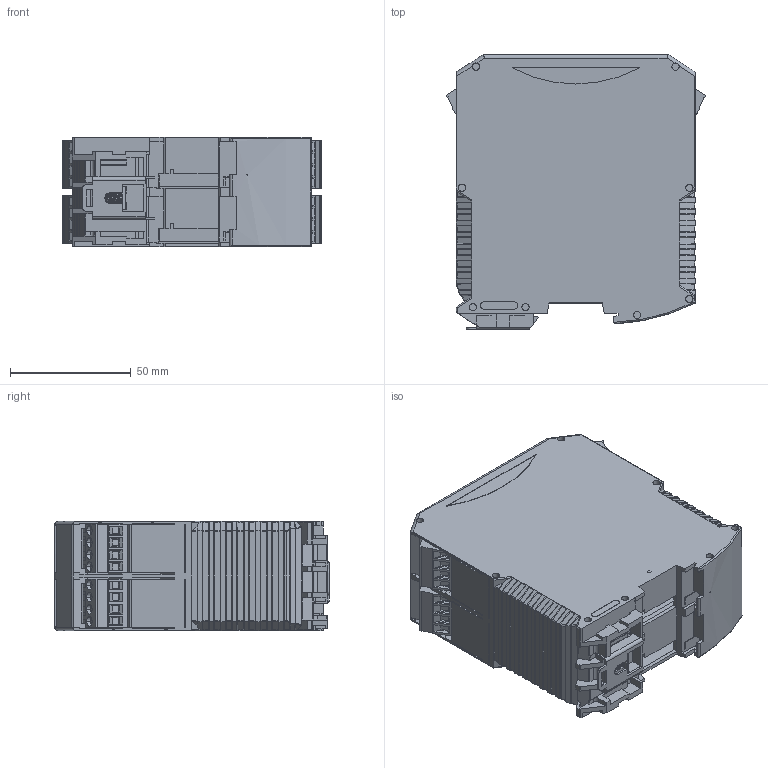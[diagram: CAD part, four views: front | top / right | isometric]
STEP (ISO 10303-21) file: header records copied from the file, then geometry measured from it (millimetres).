
FILE_DESCRIPTION((''),'2;1');
FILE_NAME('DM_CAD-6617_SW0001','2019-03-08T',('creinig-se'),(''),'PRO/ENGINEER BY PARAMETRIC TECHNOLOGY CORPORATION, 2015440','PRO/ENGINEER BY PARAMETRIC TECHNOLOGY CORPORATION, 2015440','');
FILE_SCHEMA(('CONFIG_CONTROL_DESIGN'));
Length unit declared in the file: millimetre
Products named in the file (1): DM_CAD-6617_SW0001
Bounding box: 107.2 x 113.65 x 45.2 mm (x, y, z)
Volume: 134806.5 mm3; surface area: 105085.6 mm2
Topology: 1 solids, 2 shells, 3003 faces, 8014 edges, 5144 vertices
Faces by surface type: plane 2245, cylinder 719, cone 31, bspline 6, torus 2
Entity records: 130808 total; most frequent: CARTESIAN_POINT 33986, ORIENTED_EDGE 16022, DIRECTION 15013, EDGE_CURVE 8011, VECTOR 6339, LINE 6339, VERTEX_POINT 5138, AXIS2_PLACEMENT_3D 4337
